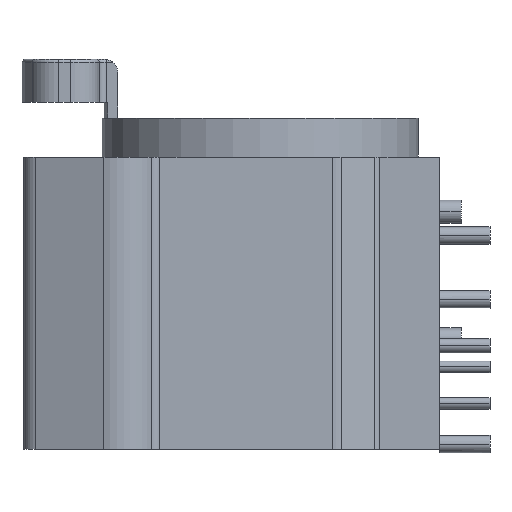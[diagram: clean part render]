
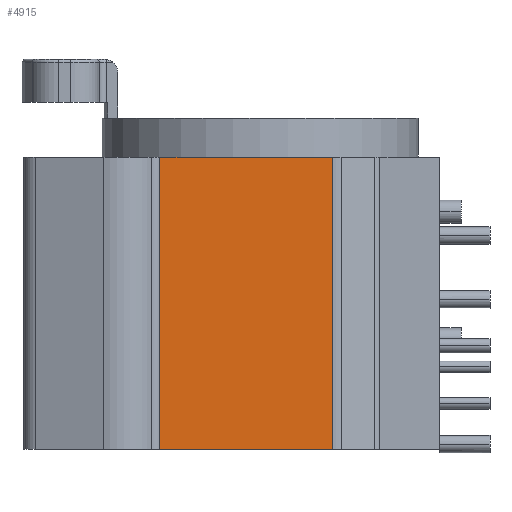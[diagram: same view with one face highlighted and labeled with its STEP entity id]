
A CAD part, left-side view. The second image highlights one B-rep face of the part: STEP entity #4915.
In plain terms, the highlighted planar face has unit normal (-1, 0, 0).
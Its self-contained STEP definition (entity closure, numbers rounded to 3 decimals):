
#1854=DIRECTION('',(0.,-1.,0.));
#1855=VECTOR('',#1854,12.004);
#1856=CARTESIAN_POINT('',(-11.25,6.976,0.));
#1857=LINE('',#1856,#1855);
#1858=DIRECTION('',(0.,1.,0.));
#1859=VECTOR('',#1858,12.004);
#1860=CARTESIAN_POINT('',(-11.25,-5.028,-20.35));
#1861=LINE('',#1860,#1859);
#1862=DIRECTION('',(0.,0.,-1.));
#1863=VECTOR('',#1862,20.35);
#1864=CARTESIAN_POINT('',(-11.25,6.976,0.));
#1865=LINE('',#1864,#1863);
#1866=DIRECTION('',(0.,0.,-1.));
#1867=VECTOR('',#1866,20.35);
#1868=CARTESIAN_POINT('',(-11.25,-5.028,0.));
#1869=LINE('',#1868,#1867);
#2525=CARTESIAN_POINT('',(-11.25,6.976,0.));
#2526=VERTEX_POINT('',#2525);
#2527=CARTESIAN_POINT('',(-11.25,-5.028,0.));
#2529=VERTEX_POINT('',#2527);
#2565=CARTESIAN_POINT('',(-11.25,6.976,-20.35));
#2566=VERTEX_POINT('',#2565);
#2567=CARTESIAN_POINT('',(-11.25,-5.028,-20.35));
#2569=VERTEX_POINT('',#2567);
#4903=CARTESIAN_POINT('',(-11.25,6.976,0.));
#4904=DIRECTION('',(-1.,0.,0.));
#4905=DIRECTION('',(0.,-1.,0.));
#4906=AXIS2_PLACEMENT_3D('',#4903,#4904,#4905);
#4907=PLANE('',#4906);
#4908=ORIENTED_EDGE('',*,*,#3531,.T.);
#4910=ORIENTED_EDGE('',*,*,#4909,.T.);
#4911=ORIENTED_EDGE('',*,*,#2800,.T.);
#4912=ORIENTED_EDGE('',*,*,#4896,.F.);
#4913=EDGE_LOOP('',(#4908,#4910,#4911,#4912));
#4914=FACE_OUTER_BOUND('',#4913,.F.);
#2800=EDGE_CURVE('',#2569,#2566,#1861,.T.);
#3531=EDGE_CURVE('',#2526,#2529,#1857,.T.);
#4896=EDGE_CURVE('',#2526,#2566,#1865,.T.);
#4909=EDGE_CURVE('',#2529,#2569,#1869,.T.);
#4915=ADVANCED_FACE('',(#4914),#4907,.T.);
